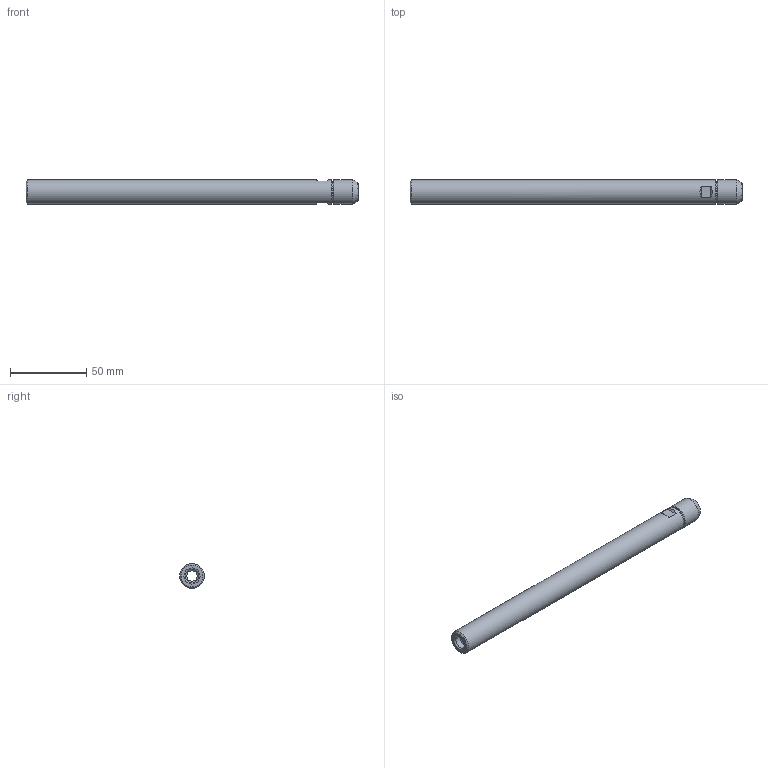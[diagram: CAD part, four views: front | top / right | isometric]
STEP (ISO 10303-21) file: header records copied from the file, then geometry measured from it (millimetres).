
FILE_DESCRIPTION( ( 'Unknown' ), '1' );
FILE_NAME( '561611100-a.stp', 'Unknown', ( 'Unknown' ), ( 'Unknown' ), 'PSStep 15.0.49', 'Unknown', ' ' );
FILE_SCHEMA( ( 'AUTOMOTIVE_DESIGN { 1 0 10303 214 1 1 1 1 }' ) );
Length unit declared in the file: millimetre
Products named in the file (2): 1; 2
Bounding box: 217.2 x 16 x 16 mm (x, y, z)
Volume: 34350.4 mm3; surface area: 17209.2 mm2
Topology: 2 solids, 2 shells, 48 faces, 99 edges, 60 vertices
Faces by surface type: cylinder 15, plane 14, cone 10, torus 9
Full cylindrical faces by diameter (mm): 6.917 x2, 8 x1, 8.5 x1, 9.1 x1, 11.791 x1, 12 x1, 12.7 x1, 12.917 x1, 14 x2, 14.15 x2, 16 x2
Entity records: 1418 total; most frequent: DIRECTION 200, CARTESIAN_POINT 154, ORIENTED_EDGE 108, AXIS2_PLACEMENT_3D 96, EDGE_LOOP 92, FACE_OUTER_BOUND 72, EDGE_CURVE 54, VERTEX_POINT 50
